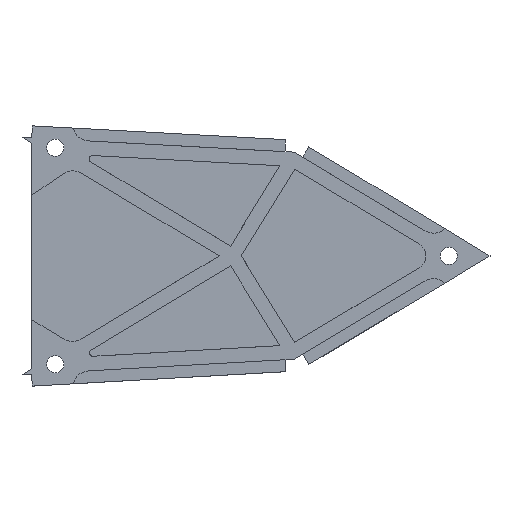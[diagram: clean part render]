
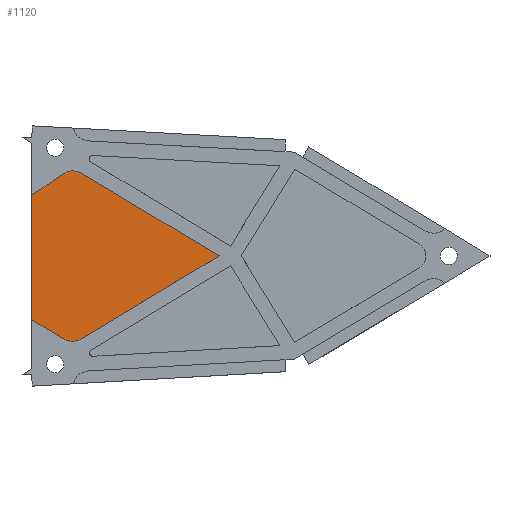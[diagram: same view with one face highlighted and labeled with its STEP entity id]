
A CAD part, top view. The second image highlights one B-rep face of the part: STEP entity #1120.
In plain terms, the highlighted planar face has unit normal (0, 0, 1).
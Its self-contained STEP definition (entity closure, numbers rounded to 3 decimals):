
#40=CIRCLE('',#1207,5.);
#42=CIRCLE('',#1210,5.);
#80=FACE_OUTER_BOUND('',#140,.T.);
#140=EDGE_LOOP('',(#799,#800,#801,#802,#803,#804,#805));
#234=LINE('',#1697,#371);
#235=LINE('',#1699,#372);
#236=LINE('',#1701,#373);
#237=LINE('',#1705,#374);
#238=LINE('',#1706,#375);
#371=VECTOR('',#1371,10.);
#372=VECTOR('',#1372,7.);
#373=VECTOR('',#1373,10.);
#374=VECTOR('',#1376,7.);
#375=VECTOR('',#1377,7.);
#510=VERTEX_POINT('',#1687);
#511=VERTEX_POINT('',#1688);
#514=VERTEX_POINT('',#1696);
#515=VERTEX_POINT('',#1698);
#516=VERTEX_POINT('',#1700);
#517=VERTEX_POINT('',#1702);
#518=VERTEX_POINT('',#1704);
#624=EDGE_CURVE('',#510,#511,#40,.T.);
#628=EDGE_CURVE('',#510,#514,#234,.T.);
#629=EDGE_CURVE('',#514,#515,#235,.T.);
#630=EDGE_CURVE('',#515,#516,#236,.T.);
#631=EDGE_CURVE('',#517,#516,#42,.T.);
#632=EDGE_CURVE('',#517,#518,#237,.T.);
#633=EDGE_CURVE('',#518,#511,#238,.T.);
#799=ORIENTED_EDGE('',*,*,#624,.F.);
#800=ORIENTED_EDGE('',*,*,#628,.T.);
#801=ORIENTED_EDGE('',*,*,#629,.T.);
#802=ORIENTED_EDGE('',*,*,#630,.T.);
#803=ORIENTED_EDGE('',*,*,#631,.F.);
#804=ORIENTED_EDGE('',*,*,#632,.T.);
#805=ORIENTED_EDGE('',*,*,#633,.T.);
#1065=PLANE('',#1209);
#1120=ADVANCED_FACE('',(#80),#1065,.T.);
#1207=AXIS2_PLACEMENT_3D('',#1689,#1363,#1364);
#1209=AXIS2_PLACEMENT_3D('',#1695,#1369,#1370);
#1210=AXIS2_PLACEMENT_3D('',#1703,#1374,#1375);
#1363=DIRECTION('center_axis',(0.,0.,-1.));
#1364=DIRECTION('ref_axis',(-0.027,1.,0.));
#1369=DIRECTION('center_axis',(0.,0.,1.));
#1370=DIRECTION('ref_axis',(1.,0.,0.));
#1371=DIRECTION('',(-0.828,-0.561,0.));
#1372=DIRECTION('',(0.,-1.,0.));
#1373=DIRECTION('',(0.857,-0.516,0.));
#1374=DIRECTION('center_axis',(0.,0.,-1.));
#1375=DIRECTION('ref_axis',(0.,-1.,0.));
#1376=DIRECTION('',(0.857,0.516,0.));
#1377=DIRECTION('',(-0.857,0.516,0.));
#1687=CARTESIAN_POINT('',(-75.944,38.86,4.2));
#1688=CARTESIAN_POINT('',(-70.56,39.004,4.2));
#1689=CARTESIAN_POINT('Origin',(-73.14,34.721,4.2));
#1695=CARTESIAN_POINT('Origin',(-57.84,14.854,4.2));
#1696=CARTESIAN_POINT('',(-85.209,32.585,4.2));
#1697=CARTESIAN_POINT('',(-79.945,36.15,4.2));
#1698=CARTESIAN_POINT('',(-85.209,-3.769,4.2));
#1699=CARTESIAN_POINT('',(-85.209,-18.119,4.2));
#1700=CARTESIAN_POINT('',(-75.878,-9.39,4.2));
#1701=CARTESIAN_POINT('',(-73.329,-10.926,4.2));
#1702=CARTESIAN_POINT('',(-70.718,-9.39,4.2));
#1703=CARTESIAN_POINT('Origin',(-73.298,-5.107,4.2));
#1704=CARTESIAN_POINT('',(-30.472,14.854,4.2));
#1705=CARTESIAN_POINT('',(-30.472,14.854,4.2));
#1706=CARTESIAN_POINT('',(-85.209,47.828,4.2));
